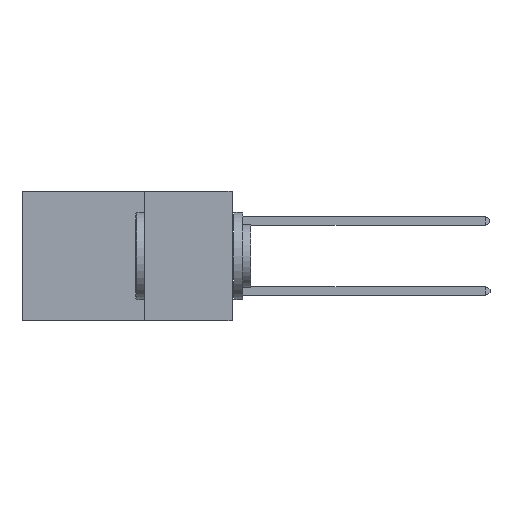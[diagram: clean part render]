
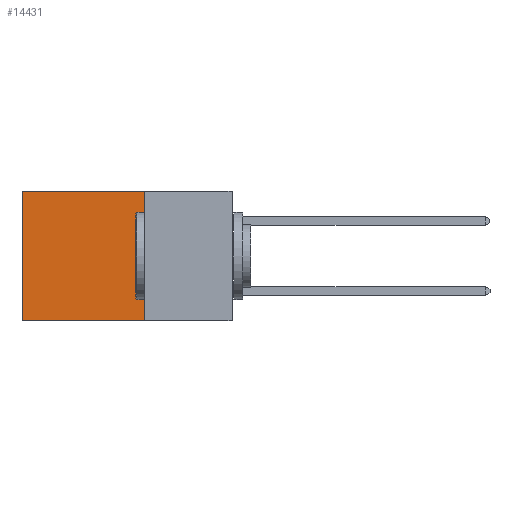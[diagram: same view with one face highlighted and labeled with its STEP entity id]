
A CAD part, left-side view. The second image highlights one B-rep face of the part: STEP entity #14431.
In plain terms, the highlighted planar face has unit normal (-1, 0, 0).
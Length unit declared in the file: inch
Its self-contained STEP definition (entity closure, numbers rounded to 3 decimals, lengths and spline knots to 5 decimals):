
#941 = VERTEX_POINT ( 'NONE', #14249 ) ;
#1267 = VERTEX_POINT ( 'NONE', #11350 ) ;
#3750 = VECTOR ( 'NONE', #7299, 39.37008 ) ;
#5021 = DIRECTION ( 'NONE',  ( 0., 0., -1. ) ) ;
#5707 = AXIS2_PLACEMENT_3D ( 'NONE', #11986, #6301, #16225 ) ;
#6037 = DIRECTION ( 'NONE',  ( 0., 0., -1. ) ) ;
#6301 = DIRECTION ( 'NONE',  ( 1., 0., 0. ) ) ;
#6318 = EDGE_LOOP ( 'NONE', ( #14582, #11153, #6930, #12643 ) ) ;
#6511 = VECTOR ( 'NONE', #17396, 39.37008 ) ;
#6930 = ORIENTED_EDGE ( 'NONE', *, *, #8494, .F. ) ;
#7239 = CARTESIAN_POINT ( 'NONE',  ( 0.2875, 0.25, -0.37 ) ) ;
#7299 = DIRECTION ( 'NONE',  ( 0., 1., 0. ) ) ;
#7332 = FACE_OUTER_BOUND ( 'NONE', #6318, .T. ) ;
#7676 = PLANE ( 'NONE',  #5707 ) ;
#8494 = EDGE_CURVE ( 'NONE', #11013, #1267, #12126, .T. ) ;
#9110 = CARTESIAN_POINT ( 'NONE',  ( 0.2875, 0.6, 0. ) ) ;
#10602 = CARTESIAN_POINT ( 'NONE',  ( 0.2875, 0.25, 0. ) ) ;
#10920 = EDGE_CURVE ( 'NONE', #11041, #941, #17000, .T. ) ;
#11013 = VERTEX_POINT ( 'NONE', #11971 ) ;
#11041 = VERTEX_POINT ( 'NONE', #9110 ) ;
#11153 = ORIENTED_EDGE ( 'NONE', *, *, #12882, .F. ) ;
#11350 = CARTESIAN_POINT ( 'NONE',  ( 0.2875, 0.25, -0.37 ) ) ;
#11401 = LINE ( 'NONE', #7239, #3750 ) ;
#11971 = CARTESIAN_POINT ( 'NONE',  ( 0.2875, 0.25, 0. ) ) ;
#11986 = CARTESIAN_POINT ( 'NONE',  ( 0.2875, 0.25, 0. ) ) ;
#12126 = LINE ( 'NONE', #12149, #12584 ) ;
#12149 = CARTESIAN_POINT ( 'NONE',  ( 0.2875, 0.25, 0. ) ) ;
#12274 = EDGE_CURVE ( 'NONE', #11013, #11041, #17810, .T. ) ;
#12584 = VECTOR ( 'NONE', #5021, 39.37008 ) ;
#12643 = ORIENTED_EDGE ( 'NONE', *, *, #12274, .T. ) ;
#12882 = EDGE_CURVE ( 'NONE', #1267, #941, #11401, .T. ) ;
#13266 = VECTOR ( 'NONE', #6037, 39.37008 ) ;
#14249 = CARTESIAN_POINT ( 'NONE',  ( 0.2875, 0.6, -0.37 ) ) ;
#14431 = ADVANCED_FACE ( 'NONE', ( #7332 ), #7676, .F. ) ;
#14582 = ORIENTED_EDGE ( 'NONE', *, *, #10920, .T. ) ;
#15970 = CARTESIAN_POINT ( 'NONE',  ( 0.2875, 0.6, 0. ) ) ;
#16225 = DIRECTION ( 'NONE',  ( 0., 0., -1. ) ) ;
#17000 = LINE ( 'NONE', #15970, #13266 ) ;
#17396 = DIRECTION ( 'NONE',  ( 0., 1., 0. ) ) ;
#17810 = LINE ( 'NONE', #10602, #6511 ) ;
